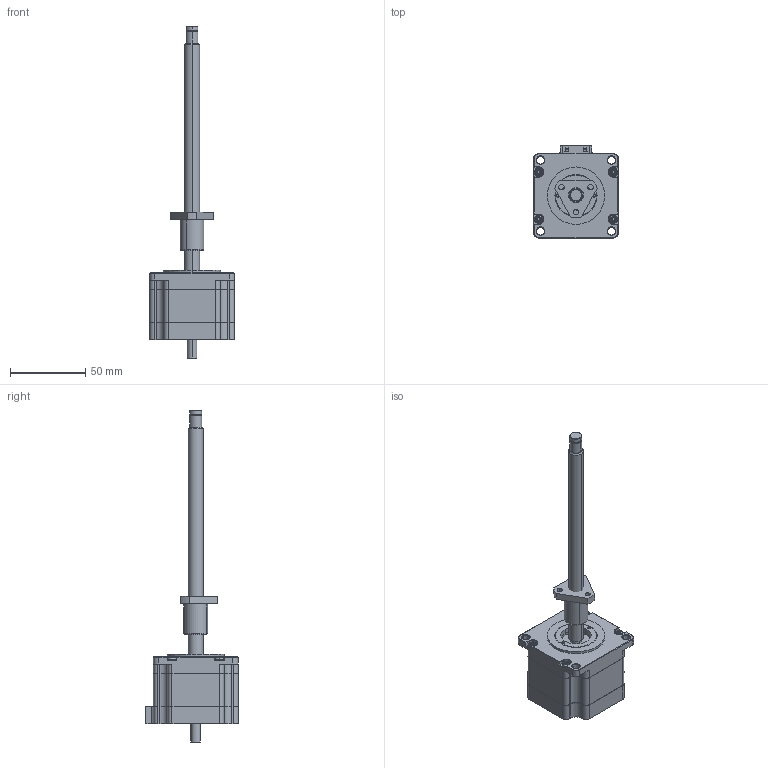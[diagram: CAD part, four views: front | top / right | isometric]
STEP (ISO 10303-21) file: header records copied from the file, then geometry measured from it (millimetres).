
FILE_DESCRIPTION (( 'STEP AP214' ), '1' );
FILE_NAME ('STP-LE23-1F06ADJ.STEP', '2020-08-25T22:05:41', ( '' ), ( '' ), 'SwSTEP 2.0', 'SolidWorks 2017', '' );
FILE_SCHEMA (( 'AUTOMOTIVE_DESIGN' ));
Length unit declared in the file: millimetre
Products named in the file (3): STP-LE23-1F06ADJ; STP-LE23-1F06ADJ_1; STP-LE23-1F06ADJ_2
Assembly tree (2 placements, depth 2):
  STP-LE23-1F06ADJ
    STP-LE23-1F06ADJ_1
    STP-LE23-1F06ADJ_2
Bounding box: 56.2 x 61.22 x 220.4 mm (x, y, z)
Volume: 117369.2 mm3; surface area: 48508.2 mm2
Topology: 8 solids, 8 shells, 747 faces, 1884 edges, 1194 vertices
Faces by surface type: plane 305, cylinder 202, cone 120, bspline 108, torus 12
Entity records: 26289 total; most frequent: CARTESIAN_POINT 8716, ORIENTED_EDGE 3768, DIRECTION 3401, EDGE_CURVE 1884, AXIS2_PLACEMENT_3D 1261, VERTEX_POINT 1194, LINE 879, VECTOR 879
